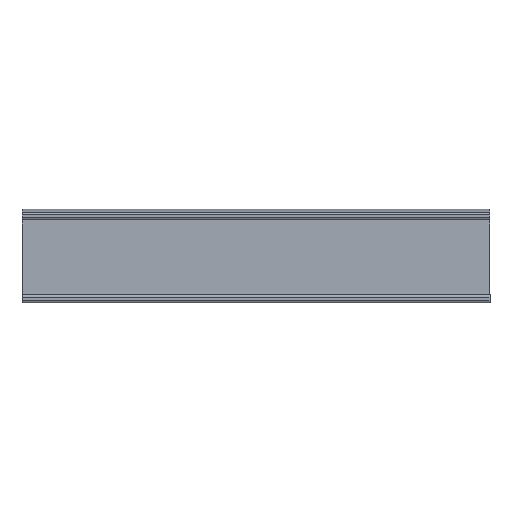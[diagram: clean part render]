
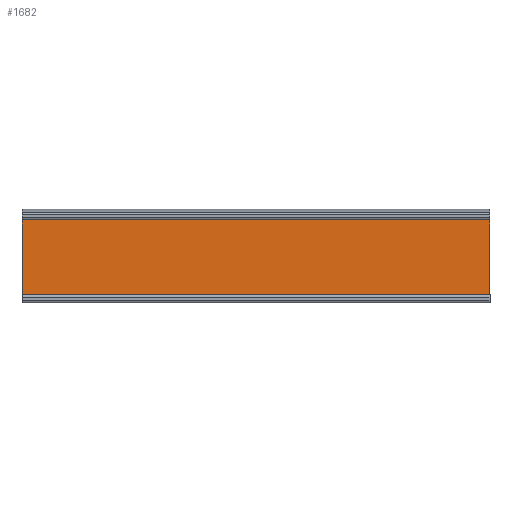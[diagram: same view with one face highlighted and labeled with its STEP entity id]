
A CAD part, front view. The second image highlights one B-rep face of the part: STEP entity #1682.
In plain terms, the highlighted planar face has unit normal (0, -1, 0).
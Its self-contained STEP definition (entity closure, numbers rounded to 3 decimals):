
#127 = AXIS2_PLACEMENT_3D ( 'NONE', #459, #438, #579 ) ;
#142 = FACE_OUTER_BOUND ( 'NONE', #1361, .T. ) ;
#274 = EDGE_CURVE ( 'NONE', #776, #1401, #1053, .T. ) ;
#346 = EDGE_CURVE ( 'NONE', #882, #1366, #1021, .T. ) ;
#347 = ORIENTED_EDGE ( 'NONE', *, *, #274, .T. ) ;
#356 = ORIENTED_EDGE ( 'NONE', *, *, #713, .T. ) ;
#404 = ORIENTED_EDGE ( 'NONE', *, *, #346, .F. ) ;
#415 = ORIENTED_EDGE ( 'NONE', *, *, #1073, .F. ) ;
#438 = DIRECTION ( 'NONE',  ( 0., -1., 0. ) ) ;
#459 = CARTESIAN_POINT ( 'NONE',  ( 37.5, -7.5, 0. ) ) ;
#478 = PLANE ( 'NONE',  #127 ) ;
#579 = DIRECTION ( 'NONE',  ( 0., 0., 1. ) ) ;
#698 = VECTOR ( 'NONE', #1523, 1000. ) ;
#713 = EDGE_CURVE ( 'NONE', #882, #776, #888, .T. ) ;
#776 = VERTEX_POINT ( 'NONE', #1328 ) ;
#786 = LINE ( 'NONE', #1495, #698 ) ;
#881 = VECTOR ( 'NONE', #1290, 1000. ) ;
#882 = VERTEX_POINT ( 'NONE', #1405 ) ;
#888 = LINE ( 'NONE', #1289, #881 ) ;
#1013 = VECTOR ( 'NONE', #1903, 1000. ) ;
#1021 = LINE ( 'NONE', #1905, #1013 ) ;
#1049 = VECTOR ( 'NONE', #1861, 1000. ) ;
#1053 = LINE ( 'NONE', #1858, #1049 ) ;
#1073 = EDGE_CURVE ( 'NONE', #1366, #1401, #786, .T. ) ;
#1289 = CARTESIAN_POINT ( 'NONE',  ( 57.5, -7.5, 0. ) ) ;
#1290 = DIRECTION ( 'NONE',  ( 0., 0., 1. ) ) ;
#1328 = CARTESIAN_POINT ( 'NONE',  ( 57.5, -7.5, 8. ) ) ;
#1361 = EDGE_LOOP ( 'NONE', ( #415, #404, #356, #347 ) ) ;
#1366 = VERTEX_POINT ( 'NONE', #1753 ) ;
#1401 = VERTEX_POINT ( 'NONE', #1806 ) ;
#1405 = CARTESIAN_POINT ( 'NONE',  ( 57.5, -7.5, -8. ) ) ;
#1495 = CARTESIAN_POINT ( 'NONE',  ( -42.5, -7.5, 0. ) ) ;
#1523 = DIRECTION ( 'NONE',  ( 0., 0., 1. ) ) ;
#1682 = ADVANCED_FACE ( 'NONE', ( #142 ), #478, .T. ) ;
#1753 = CARTESIAN_POINT ( 'NONE',  ( -42.5, -7.5, -8. ) ) ;
#1806 = CARTESIAN_POINT ( 'NONE',  ( -42.5, -7.5, 8. ) ) ;
#1858 = CARTESIAN_POINT ( 'NONE',  ( 37.5, -7.5, 8. ) ) ;
#1861 = DIRECTION ( 'NONE',  ( -1., 0., 0. ) ) ;
#1903 = DIRECTION ( 'NONE',  ( -1., 0., 0. ) ) ;
#1905 = CARTESIAN_POINT ( 'NONE',  ( 37.5, -7.5, -8. ) ) ;
